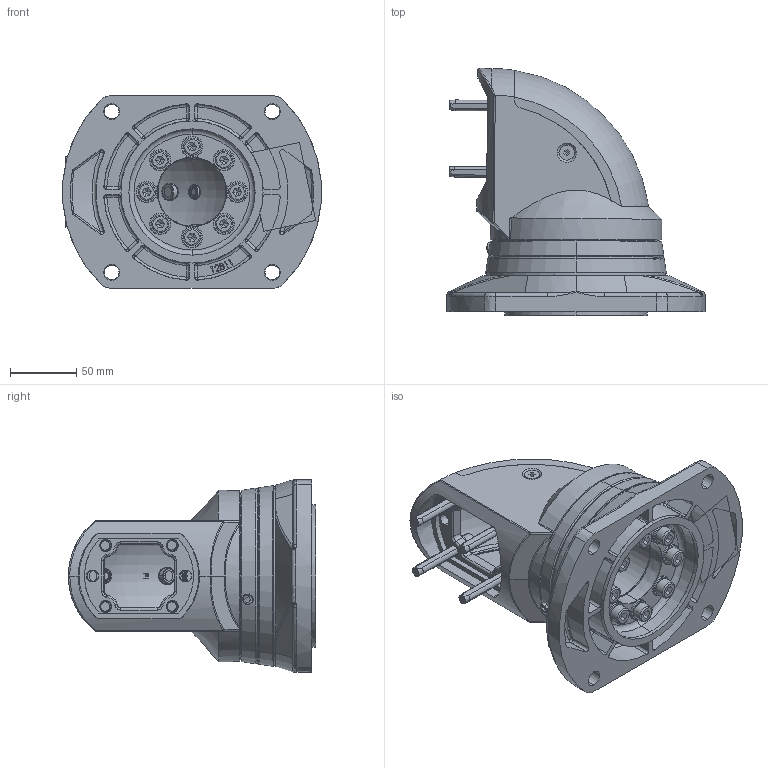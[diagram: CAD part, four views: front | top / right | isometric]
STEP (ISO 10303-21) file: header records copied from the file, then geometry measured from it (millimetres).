
FILE_DESCRIPTION (( 'STEP AP214' ), '1' );
FILE_NAME ('49476601.STEP', '2016-09-14T05:53:58', ( '' ), ( '' ), 'SwSTEP 2.0', 'SolidWorks 2015', '' );
FILE_SCHEMA (( 'AUTOMOTIVE_DESIGN' ));
Length unit declared in the file: millimetre
Products named in the file (26): 92446; 93168; 84046; 93659; 93407; 83019; 93672; 41779; 41778; 84342; 99953; 82402; 99952; 84011; 92202; 12811_mit Bearbeitung; 96226; 12807; 52311; 12813; 92447; 82398; 49476601; 93152; 93675; 82399
Assembly tree (51 placements, depth 3):
  99953
  99952
  96226
  92447
  49476601
    12813
    12807
    12811_mit Bearbeitung
    84011
    82402
    84342
    41778
    41779
    93672  x16
    83019  x8
    93407  x2
    93659
    84046
    93168
    92446
    52311
      82399
      93675
      83019  x4
      93152  x4
      82398
    92202
Bounding box: 194.32 x 186.05 x 145 mm (x, y, z)
Volume: 1060553.5 mm3; surface area: 361885.3 mm2
Topology: 50 solids, 50 shells, 3025 faces, 7220 edges, 4443 vertices
Faces by surface type: plane 1126, bspline 686, cylinder 586, cone 351, torus 270, sphere 6
Entity records: 117448 total; most frequent: CARTESIAN_POINT 61896, ORIENTED_EDGE 11926, DIRECTION 9486, EDGE_CURVE 5963, VERTEX_POINT 3764, AXIS2_PLACEMENT_3D 3406, EDGE_LOOP 2703, VECTOR 2674
